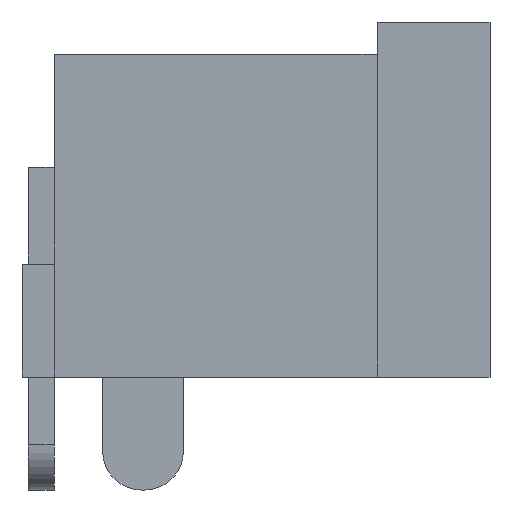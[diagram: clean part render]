
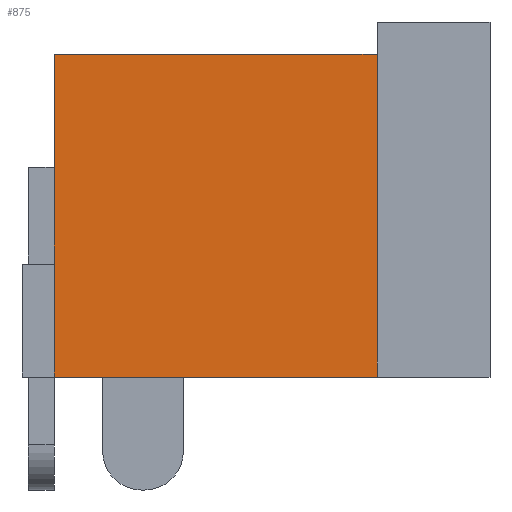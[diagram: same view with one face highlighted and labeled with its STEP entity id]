
A CAD part, left-side view. The second image highlights one B-rep face of the part: STEP entity #875.
In plain terms, the highlighted planar face has unit normal (-1, 0, 0).
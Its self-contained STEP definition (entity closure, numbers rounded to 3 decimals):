
#83 = PLANE('',#84);
#84 = AXIS2_PLACEMENT_3D('',#85,#86,#87);
#85 = CARTESIAN_POINT('',(-4.5,0.,0.));
#86 = DIRECTION('',(1.,0.,0.));
#87 = DIRECTION('',(0.,0.,1.));
#188 = VERTEX_POINT('',#189);
#189 = CARTESIAN_POINT('',(-4.5,3.5,0.));
#248 = PLANE('',#249);
#249 = AXIS2_PLACEMENT_3D('',#250,#251,#252);
#250 = CARTESIAN_POINT('',(4.5,3.5,0.));
#251 = DIRECTION('',(0.,0.,1.));
#252 = DIRECTION('',(-1.,0.,0.));
#347 = EDGE_CURVE('',#188,#348,#350,.T.);
#348 = VERTEX_POINT('',#349);
#349 = CARTESIAN_POINT('',(-4.5,3.5,10.));
#350 = SURFACE_CURVE('',#351,(#355,#362),.PCURVE_S1.);
#351 = LINE('',#352,#353);
#352 = CARTESIAN_POINT('',(-4.5,3.5,0.));
#353 = VECTOR('',#354,1.);
#354 = DIRECTION('',(0.,0.,1.));
#355 = PCURVE('',#83,#356);
#356 = DEFINITIONAL_REPRESENTATION('',(#357),#361);
#357 = LINE('',#358,#359);
#358 = CARTESIAN_POINT('',(0.,-3.5));
#359 = VECTOR('',#360,1.);
#360 = DIRECTION('',(1.,0.));
#361 = ( GEOMETRIC_REPRESENTATION_CONTEXT(2) 
PARAMETRIC_REPRESENTATION_CONTEXT() REPRESENTATION_CONTEXT('2D SPACE',''
  ) );
#362 = PCURVE('',#363,#368);
#363 = PLANE('',#364);
#364 = AXIS2_PLACEMENT_3D('',#365,#366,#367);
#365 = CARTESIAN_POINT('',(-4.5,3.5,0.));
#366 = DIRECTION('',(1.,0.,0.));
#367 = DIRECTION('',(0.,0.,1.));
#368 = DEFINITIONAL_REPRESENTATION('',(#369),#373);
#369 = LINE('',#370,#371);
#370 = CARTESIAN_POINT('',(0.,0.));
#371 = VECTOR('',#372,1.);
#372 = DIRECTION('',(1.,0.));
#373 = ( GEOMETRIC_REPRESENTATION_CONTEXT(2) 
PARAMETRIC_REPRESENTATION_CONTEXT() REPRESENTATION_CONTEXT('2D SPACE',''
  ) );
#635 = VERTEX_POINT('',#636);
#636 = CARTESIAN_POINT('',(-4.5,13.5,0.));
#657 = EDGE_CURVE('',#188,#635,#658,.T.);
#658 = SURFACE_CURVE('',#659,(#663,#670),.PCURVE_S1.);
#659 = LINE('',#660,#661);
#660 = CARTESIAN_POINT('',(-4.5,3.5,0.));
#661 = VECTOR('',#662,1.);
#662 = DIRECTION('',(0.,1.,0.));
#663 = PCURVE('',#248,#664);
#664 = DEFINITIONAL_REPRESENTATION('',(#665),#669);
#665 = LINE('',#666,#667);
#666 = CARTESIAN_POINT('',(9.,0.));
#667 = VECTOR('',#668,1.);
#668 = DIRECTION('',(0.,-1.));
#669 = ( GEOMETRIC_REPRESENTATION_CONTEXT(2) 
PARAMETRIC_REPRESENTATION_CONTEXT() REPRESENTATION_CONTEXT('2D SPACE',''
  ) );
#670 = PCURVE('',#363,#671);
#671 = DEFINITIONAL_REPRESENTATION('',(#672),#676);
#672 = LINE('',#673,#674);
#673 = CARTESIAN_POINT('',(0.,0.));
#674 = VECTOR('',#675,1.);
#675 = DIRECTION('',(0.,-1.));
#676 = ( GEOMETRIC_REPRESENTATION_CONTEXT(2) 
PARAMETRIC_REPRESENTATION_CONTEXT() REPRESENTATION_CONTEXT('2D SPACE',''
  ) );
#697 = PLANE('',#698);
#698 = AXIS2_PLACEMENT_3D('',#699,#700,#701);
#699 = CARTESIAN_POINT('',(-4.5,3.5,10.));
#700 = DIRECTION('',(0.,0.,-1.));
#701 = DIRECTION('',(1.,0.,0.));
#754 = PLANE('',#755);
#755 = AXIS2_PLACEMENT_3D('',#756,#757,#758);
#756 = CARTESIAN_POINT('',(4.5,13.5,0.));
#757 = DIRECTION('',(0.,-1.,0.));
#758 = DIRECTION('',(0.,0.,-1.));
#875 = ADVANCED_FACE('',(#876),#363,.F.);
#876 = FACE_BOUND('',#877,.F.);
#877 = EDGE_LOOP('',(#878,#879,#907,#930,#951));
#878 = ORIENTED_EDGE('',*,*,#657,.T.);
#879 = ORIENTED_EDGE('',*,*,#880,.T.);
#880 = EDGE_CURVE('',#635,#881,#883,.T.);
#881 = VERTEX_POINT('',#882);
#882 = CARTESIAN_POINT('',(-4.5,13.5,3.5));
#883 = SURFACE_CURVE('',#884,(#888,#895),.PCURVE_S1.);
#884 = LINE('',#885,#886);
#885 = CARTESIAN_POINT('',(-4.5,13.5,0.));
#886 = VECTOR('',#887,1.);
#887 = DIRECTION('',(0.,0.,1.));
#888 = PCURVE('',#363,#889);
#889 = DEFINITIONAL_REPRESENTATION('',(#890),#894);
#890 = LINE('',#891,#892);
#891 = CARTESIAN_POINT('',(0.,-10.));
#892 = VECTOR('',#893,1.);
#893 = DIRECTION('',(1.,0.));
#894 = ( GEOMETRIC_REPRESENTATION_CONTEXT(2) 
PARAMETRIC_REPRESENTATION_CONTEXT() REPRESENTATION_CONTEXT('2D SPACE',''
  ) );
#895 = PCURVE('',#896,#901);
#896 = PLANE('',#897);
#897 = AXIS2_PLACEMENT_3D('',#898,#899,#900);
#898 = CARTESIAN_POINT('',(-4.5,13.5,0.));
#899 = DIRECTION('',(1.,0.,0.));
#900 = DIRECTION('',(0.,0.,1.));
#901 = DEFINITIONAL_REPRESENTATION('',(#902),#906);
#902 = LINE('',#903,#904);
#903 = CARTESIAN_POINT('',(0.,0.));
#904 = VECTOR('',#905,1.);
#905 = DIRECTION('',(1.,0.));
#906 = ( GEOMETRIC_REPRESENTATION_CONTEXT(2) 
PARAMETRIC_REPRESENTATION_CONTEXT() REPRESENTATION_CONTEXT('2D SPACE',''
  ) );
#907 = ORIENTED_EDGE('',*,*,#908,.T.);
#908 = EDGE_CURVE('',#881,#909,#911,.T.);
#909 = VERTEX_POINT('',#910);
#910 = CARTESIAN_POINT('',(-4.5,13.5,10.));
#911 = SURFACE_CURVE('',#912,(#916,#923),.PCURVE_S1.);
#912 = LINE('',#913,#914);
#913 = CARTESIAN_POINT('',(-4.5,13.5,0.));
#914 = VECTOR('',#915,1.);
#915 = DIRECTION('',(0.,0.,1.));
#916 = PCURVE('',#363,#917);
#917 = DEFINITIONAL_REPRESENTATION('',(#918),#922);
#918 = LINE('',#919,#920);
#919 = CARTESIAN_POINT('',(0.,-10.));
#920 = VECTOR('',#921,1.);
#921 = DIRECTION('',(1.,0.));
#922 = ( GEOMETRIC_REPRESENTATION_CONTEXT(2) 
PARAMETRIC_REPRESENTATION_CONTEXT() REPRESENTATION_CONTEXT('2D SPACE',''
  ) );
#923 = PCURVE('',#754,#924);
#924 = DEFINITIONAL_REPRESENTATION('',(#925),#929);
#925 = LINE('',#926,#927);
#926 = CARTESIAN_POINT('',(-0.,-9.));
#927 = VECTOR('',#928,1.);
#928 = DIRECTION('',(-1.,0.));
#929 = ( GEOMETRIC_REPRESENTATION_CONTEXT(2) 
PARAMETRIC_REPRESENTATION_CONTEXT() REPRESENTATION_CONTEXT('2D SPACE',''
  ) );
#930 = ORIENTED_EDGE('',*,*,#931,.F.);
#931 = EDGE_CURVE('',#348,#909,#932,.T.);
#932 = SURFACE_CURVE('',#933,(#937,#944),.PCURVE_S1.);
#933 = LINE('',#934,#935);
#934 = CARTESIAN_POINT('',(-4.5,3.5,10.));
#935 = VECTOR('',#936,1.);
#936 = DIRECTION('',(0.,1.,0.));
#937 = PCURVE('',#363,#938);
#938 = DEFINITIONAL_REPRESENTATION('',(#939),#943);
#939 = LINE('',#940,#941);
#940 = CARTESIAN_POINT('',(10.,0.));
#941 = VECTOR('',#942,1.);
#942 = DIRECTION('',(0.,-1.));
#943 = ( GEOMETRIC_REPRESENTATION_CONTEXT(2) 
PARAMETRIC_REPRESENTATION_CONTEXT() REPRESENTATION_CONTEXT('2D SPACE',''
  ) );
#944 = PCURVE('',#697,#945);
#945 = DEFINITIONAL_REPRESENTATION('',(#946),#950);
#946 = LINE('',#947,#948);
#947 = CARTESIAN_POINT('',(0.,0.));
#948 = VECTOR('',#949,1.);
#949 = DIRECTION('',(0.,-1.));
#950 = ( GEOMETRIC_REPRESENTATION_CONTEXT(2) 
PARAMETRIC_REPRESENTATION_CONTEXT() REPRESENTATION_CONTEXT('2D SPACE',''
  ) );
#951 = ORIENTED_EDGE('',*,*,#347,.F.);
